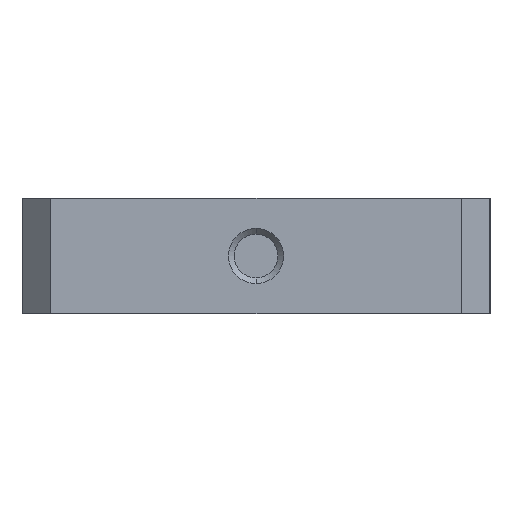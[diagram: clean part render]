
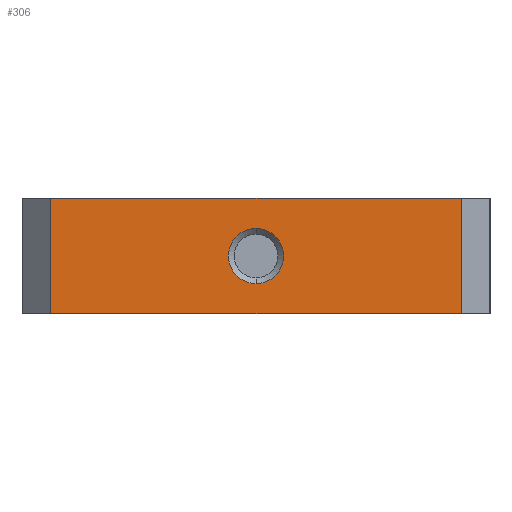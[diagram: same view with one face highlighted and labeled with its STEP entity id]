
A CAD part, front view. The second image highlights one B-rep face of the part: STEP entity #306.
In plain terms, the highlighted planar face has unit normal (0, -1, 0).
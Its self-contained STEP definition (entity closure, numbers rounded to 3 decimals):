
#102 = EDGE_CURVE ( 'NONE', #2359, #612, #108, .T. ) ;
#108 = CIRCLE ( 'NONE', #239, 2.4 ) ;
#146 = DIRECTION ( 'NONE',  ( 0., 0., 1. ) ) ;
#199 = CARTESIAN_POINT ( 'NONE',  ( -20.3, -20.3, 5. ) ) ;
#208 = CARTESIAN_POINT ( 'NONE',  ( 17.8, -20.3, 5. ) ) ;
#221 = ORIENTED_EDGE ( 'NONE', *, *, #3115, .F. ) ;
#239 = AXIS2_PLACEMENT_3D ( 'NONE', #3464, #774, #399 ) ;
#306 = ADVANCED_FACE ( 'NONE', ( #1149, #2117 ), #1815, .F. ) ;
#317 = VERTEX_POINT ( 'NONE', #2737 ) ;
#399 = DIRECTION ( 'NONE',  ( 0., 0., 1. ) ) ;
#612 = VERTEX_POINT ( 'NONE', #1388 ) ;
#638 = ORIENTED_EDGE ( 'NONE', *, *, #3514, .T. ) ;
#652 = CARTESIAN_POINT ( 'NONE',  ( -17.8, -20.3, 5. ) ) ;
#774 = DIRECTION ( 'NONE',  ( 0., 1., 0. ) ) ;
#781 = LINE ( 'NONE', #2011, #2441 ) ;
#803 = DIRECTION ( 'NONE',  ( 1., 0., 0. ) ) ;
#845 = VECTOR ( 'NONE', #3202, 1000. ) ;
#922 = EDGE_CURVE ( 'NONE', #2724, #2032, #781, .T. ) ;
#933 = EDGE_LOOP ( 'NONE', ( #221, #1957, #638, #1174 ) ) ;
#982 = EDGE_LOOP ( 'NONE', ( #1598, #1658 ) ) ;
#998 = CARTESIAN_POINT ( 'NONE',  ( -20.3, -20.3, -5. ) ) ;
#1059 = LINE ( 'NONE', #998, #845 ) ;
#1149 = FACE_BOUND ( 'NONE', #982, .T. ) ;
#1163 = VECTOR ( 'NONE', #146, 1000. ) ;
#1174 = ORIENTED_EDGE ( 'NONE', *, *, #3089, .T. ) ;
#1287 = DIRECTION ( 'NONE',  ( 0., 0., 1. ) ) ;
#1388 = CARTESIAN_POINT ( 'NONE',  ( 0., -20.3, -2.4 ) ) ;
#1537 = AXIS2_PLACEMENT_3D ( 'NONE', #199, #3905, #3040 ) ;
#1598 = ORIENTED_EDGE ( 'NONE', *, *, #3878, .T. ) ;
#1658 = ORIENTED_EDGE ( 'NONE', *, *, #102, .T. ) ;
#1815 = PLANE ( 'NONE',  #1537 ) ;
#1904 = VERTEX_POINT ( 'NONE', #3944 ) ;
#1909 = CARTESIAN_POINT ( 'NONE',  ( -17.8, -20.3, -5. ) ) ;
#1957 = ORIENTED_EDGE ( 'NONE', *, *, #922, .T. ) ;
#2011 = CARTESIAN_POINT ( 'NONE',  ( -17.8, -20.3, 5. ) ) ;
#2015 = CARTESIAN_POINT ( 'NONE',  ( -20.3, -20.3, 5. ) ) ;
#2032 = VERTEX_POINT ( 'NONE', #1909 ) ;
#2117 = FACE_OUTER_BOUND ( 'NONE', #933, .T. ) ;
#2196 = DIRECTION ( 'NONE',  ( 0., 1., 0. ) ) ;
#2359 = VERTEX_POINT ( 'NONE', #3865 ) ;
#2365 = LINE ( 'NONE', #208, #1163 ) ;
#2441 = VECTOR ( 'NONE', #3189, 1000. ) ;
#2518 = AXIS2_PLACEMENT_3D ( 'NONE', #3482, #2196, #1287 ) ;
#2724 = VERTEX_POINT ( 'NONE', #652 ) ;
#2737 = CARTESIAN_POINT ( 'NONE',  ( 17.8, -20.3, -5. ) ) ;
#2896 = VECTOR ( 'NONE', #803, 1000. ) ;
#3040 = DIRECTION ( 'NONE',  ( 0., 0., 1. ) ) ;
#3089 = EDGE_CURVE ( 'NONE', #317, #1904, #2365, .T. ) ;
#3115 = EDGE_CURVE ( 'NONE', #2724, #1904, #3590, .T. ) ;
#3189 = DIRECTION ( 'NONE',  ( 0., 0., -1. ) ) ;
#3202 = DIRECTION ( 'NONE',  ( 1., 0., 0. ) ) ;
#3464 = CARTESIAN_POINT ( 'NONE',  ( 0., -20.3, 0. ) ) ;
#3482 = CARTESIAN_POINT ( 'NONE',  ( 0., -20.3, 0. ) ) ;
#3514 = EDGE_CURVE ( 'NONE', #2032, #317, #1059, .T. ) ;
#3590 = LINE ( 'NONE', #2015, #2896 ) ;
#3865 = CARTESIAN_POINT ( 'NONE',  ( 0., -20.3, 2.4 ) ) ;
#3878 = EDGE_CURVE ( 'NONE', #612, #2359, #3929, .T. ) ;
#3905 = DIRECTION ( 'NONE',  ( 0., 1., 0. ) ) ;
#3929 = CIRCLE ( 'NONE', #2518, 2.4 ) ;
#3944 = CARTESIAN_POINT ( 'NONE',  ( 17.8, -20.3, 5. ) ) ;
